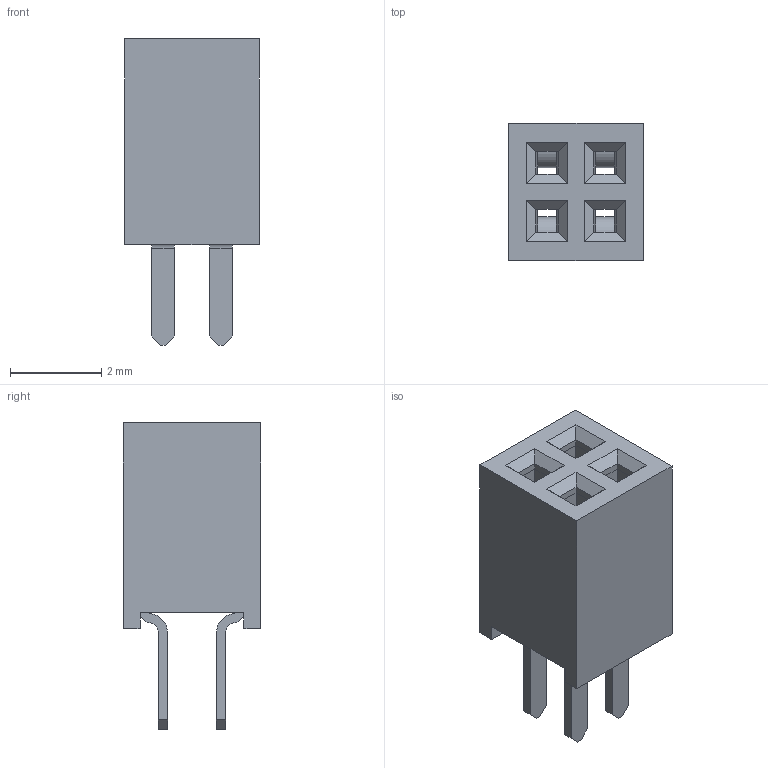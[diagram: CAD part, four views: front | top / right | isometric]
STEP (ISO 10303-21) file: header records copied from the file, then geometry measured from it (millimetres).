
FILE_DESCRIPTION(/* description */ ('Unknown'),/* implementation_level */ '2;1');
FILE_NAME(/* name */ 'J_Wurth_WR-PHD_62200421821',/* time_stamp */ '2025-04-29T17:45:39+08:00',/* author */ ('Unknown'),/* organization */ ('Unknown'),/* preprocessor_version */ 'ST-DEVELOPER v19.4',/* originating_system */ 'Solid Edge',/* authorisation */ 'Unknown');
FILE_SCHEMA (('AUTOMOTIVE_DESIGN {1 0 10303 214 3 1 1}'));
Length unit declared in the file: millimetre
Products named in the file (2): J_Wurth_WR-PHD_62200421821
Assembly tree (1 placements, depth 2):
  J_Wurth_WR-PHD_62200421821
    J_Wurth_WR-PHD_62200421821
Bounding box: 2.94 x 3 x 6.7 mm (x, y, z)
Volume: 28.2 mm3; surface area: 216 mm2
Topology: 5 solids, 5 shells, 362 faces, 968 edges, 616 vertices
Faces by surface type: plane 242, cylinder 120
Entity records: 11278 total; most frequent: CARTESIAN_POINT 2092, ORIENTED_EDGE 1936, DIRECTION 1864, EDGE_CURVE 968, LINE 704, VECTOR 704, VERTEX_POINT 616, AXIS2_PLACEMENT_3D 580
